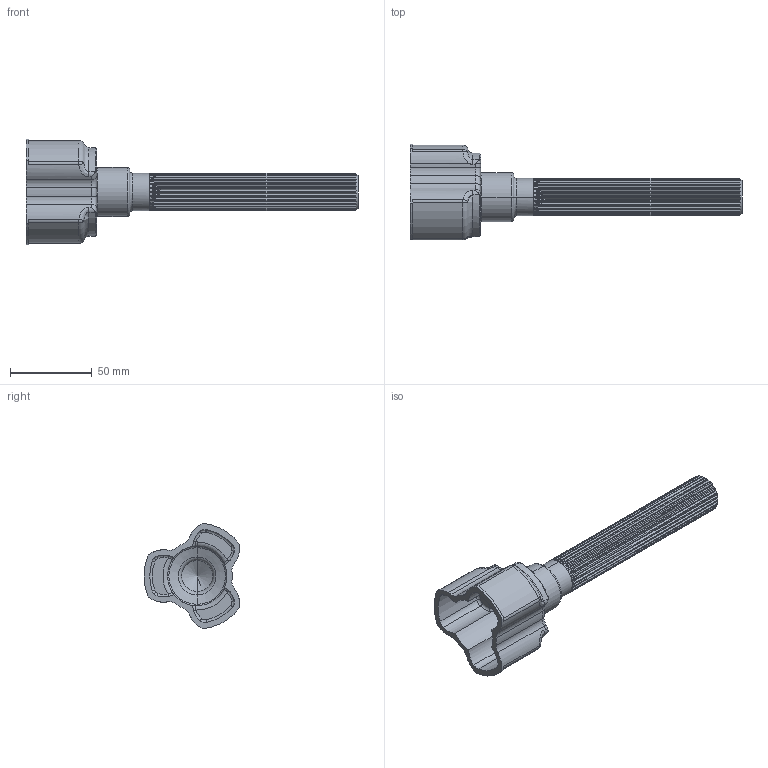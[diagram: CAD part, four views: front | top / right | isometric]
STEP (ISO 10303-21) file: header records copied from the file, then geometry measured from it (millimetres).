
FILE_DESCRIPTION (( 'STEP AP203' ), '1' );
FILE_NAME ('4486 Torsen.STEP', '2013-12-17T22:15:16', ( 'Dan''s Work CPU' ), ( '' ), 'SwSTEP 2.0', 'SolidWorks 2012', '' );
FILE_SCHEMA (( 'CONFIG_CONTROL_DESIGN' ));
Length unit declared in the file: inch
Products named in the file (1): 4486 Torsen
Bounding box: 203.2 x 58.62 x 64.63 mm (x, y, z)
Volume: 73117.2 mm3; surface area: 40801.4 mm2
Topology: 1 solids, 1 shells, 281 faces, 753 edges, 474 vertices
Faces by surface type: cylinder 97, torus 83, plane 67, cone 14, bspline 12, sphere 8
Entity records: 9955 total; most frequent: CARTESIAN_POINT 2955, ORIENTED_EDGE 1494, DIRECTION 1492, EDGE_CURVE 747, AXIS2_PLACEMENT_3D 647, VERTEX_POINT 472, CIRCLE 377, EDGE_LOOP 285
